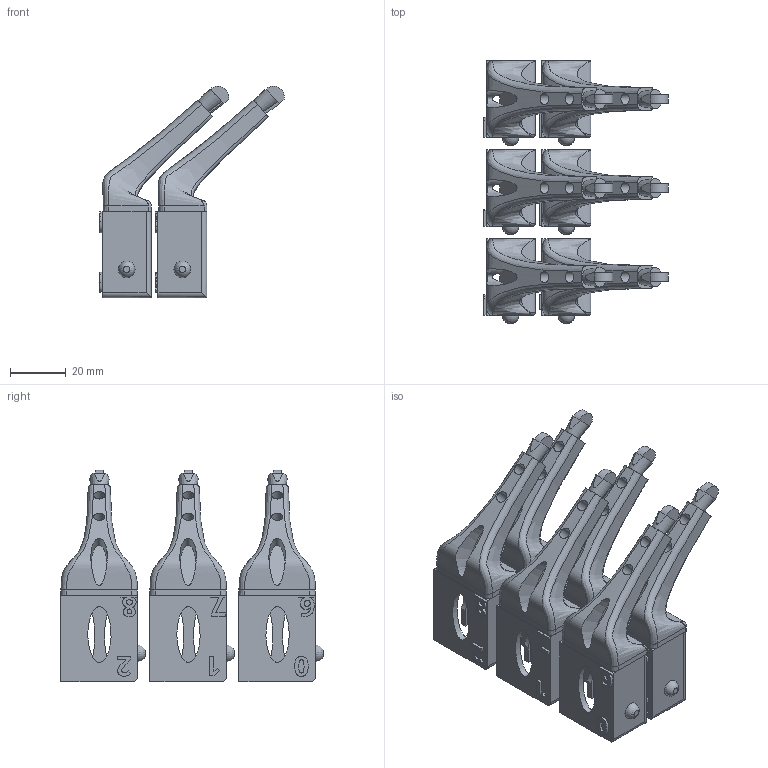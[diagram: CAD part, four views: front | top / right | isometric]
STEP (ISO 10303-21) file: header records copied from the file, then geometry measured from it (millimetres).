
FILE_DESCRIPTION( ( '' ), ' ' );
FILE_NAME( '59d96d947b7c470b88c802aa.step', '2017-10-08T00:13:10', ( '' ), ( '' ), ' ', ' ', ' ' );
FILE_SCHEMA( ( 'AUTOMOTIVE_DESIGN { 1 0 10303 214 1 1 1 1 }' ) );
Length unit declared in the file: metre
Products named in the file (6): Leg 6; Leg 7; Leg 8; Leg 9; Leg 10; Legs-11
Bounding box: 66.44 x 94.27 x 76.02 mm (x, y, z)
Volume: 64921.1 mm3; surface area: 49054.8 mm2
Topology: 6 solids, 6 shells, 820 faces, 2261 edges, 1478 vertices
Faces by surface type: plane 499, extrusion 189, cylinder 66, bspline 54, sphere 6, cone 6
Full cylindrical faces by diameter (mm): 4 x12
Entity records: 52165 total; most frequent: CARTESIAN_POINT 25829, ORIENTED_EDGE 4402, DIRECTION 3292, EDGE_CURVE 2201, VECTOR 1538, VERTEX_POINT 1466, LINE 1349, EDGE_LOOP 965
